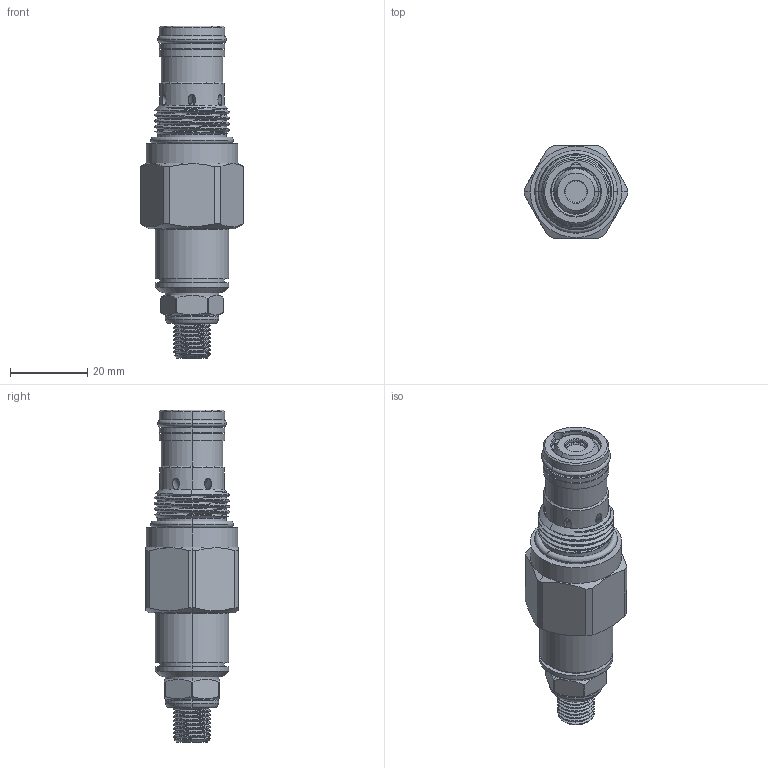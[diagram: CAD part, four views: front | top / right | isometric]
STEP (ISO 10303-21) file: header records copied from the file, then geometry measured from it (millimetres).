
FILE_DESCRIPTION (( 'STEP AP203' ), '1' );
FILE_NAME ('FR20MC20-L.STEP', '2016-05-24T08:51:23', ( '' ), ( '' ), 'SwSTEP 2.0', 'SolidWorks 2012', '' );
FILE_SCHEMA (( 'CONFIG_CONTROL_DESIGN' ));
Length unit declared in the file: millimetre
Products named in the file (1): FR20MC20-L
Bounding box: 26.7 x 24 x 85.89 mm (x, y, z)
Volume: 23862.4 mm3; surface area: 7793.5 mm2
Topology: 4 solids, 4 shells, 225 faces, 548 edges, 343 vertices
Faces by surface type: cylinder 103, plane 52, cone 33, torus 31, bspline 6
Entity records: 12081 total; most frequent: CARTESIAN_POINT 6904, ORIENTED_EDGE 1092, DIRECTION 1067, EDGE_CURVE 546, AXIS2_PLACEMENT_3D 448, VERTEX_POINT 343, EDGE_LOOP 243, CIRCLE 228
